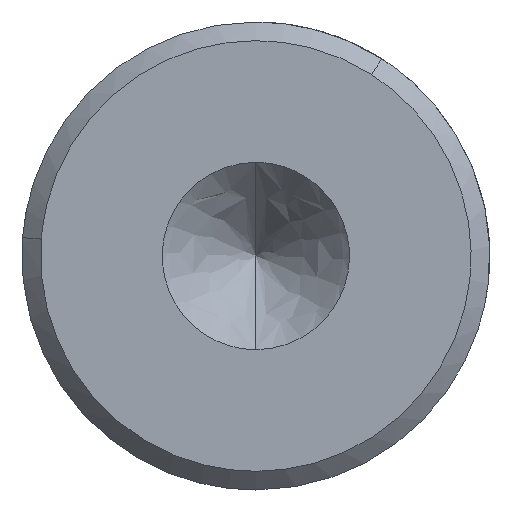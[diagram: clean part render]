
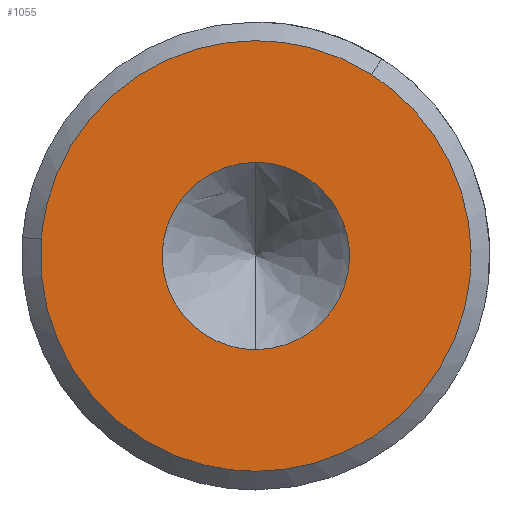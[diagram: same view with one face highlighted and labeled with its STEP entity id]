
A CAD part, front view. The second image highlights one B-rep face of the part: STEP entity #1055.
In plain terms, the highlighted free-form (B-spline) face has degree [1, 1] with [2, 2] control points.
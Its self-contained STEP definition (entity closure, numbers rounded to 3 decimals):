
#599=CARTESIAN_POINT('',(1.237,0.,1.939));
#600=VERTEX_POINT('',#599);
#606=CARTESIAN_POINT('',(0.0,0.,-2.3));
#607=VERTEX_POINT('',#606);
#608=CARTESIAN_POINT('',(0.0,0.,-2.3));
#609=CARTESIAN_POINT('',(2.3,0.,-2.3));
#610=CARTESIAN_POINT('',(2.3,0.,0.));
#611=CARTESIAN_POINT('',(2.3,0.,1.261));
#612=CARTESIAN_POINT('',(1.237,0.,1.939));
#620=(BOUNDED_CURVE()B_SPLINE_CURVE(2,(#608,#609,#610,#611,#612),.UNSPECIFIED.,.F.,.U.)B_SPLINE_CURVE_WITH_KNOTS((3,2,3),(0.0,0.25,0.408),.UNSPECIFIED.)CURVE()GEOMETRIC_REPRESENTATION_ITEM()RATIONAL_B_SPLINE_CURVE((1.0,0.707,1.0,0.815,0.864))REPRESENTATION_ITEM(''));
#621=EDGE_CURVE('',#607,#600,#620,.T.);
#623=CARTESIAN_POINT('',(-2.293,0.,0.18));
#624=VERTEX_POINT('',#623);
#625=CARTESIAN_POINT('',(-2.293,0.,0.18));
#626=CARTESIAN_POINT('',(-2.3,0.,0.09));
#627=CARTESIAN_POINT('',(-2.3,0.,0.));
#628=CARTESIAN_POINT('',(-2.3,0.,-2.3));
#629=CARTESIAN_POINT('',(0.0,0.,-2.3));
#637=(BOUNDED_CURVE()B_SPLINE_CURVE(2,(#625,#626,#627,#628,#629),.UNSPECIFIED.,.F.,.U.)B_SPLINE_CURVE_WITH_KNOTS((3,2,3),(0.736,0.75,1.0),.UNSPECIFIED.)CURVE()GEOMETRIC_REPRESENTATION_ITEM()RATIONAL_B_SPLINE_CURVE((0.97,0.984,1.0,0.707,1.0))REPRESENTATION_ITEM(''));
#638=EDGE_CURVE('',#624,#607,#637,.T.);
#742=CARTESIAN_POINT('',(0.0,0.,2.3));
#743=VERTEX_POINT('',#742);
#744=CARTESIAN_POINT('',(0.0,0.,2.3));
#745=CARTESIAN_POINT('',(-2.126,0.,2.3));
#746=CARTESIAN_POINT('',(-2.293,0.,0.18));
#754=(BOUNDED_CURVE()B_SPLINE_CURVE(2,(#744,#745,#746),.UNSPECIFIED.,.F.,.U.)B_SPLINE_CURVE_WITH_KNOTS((3,3),(0.5,0.736),.UNSPECIFIED.)CURVE()GEOMETRIC_REPRESENTATION_ITEM()RATIONAL_B_SPLINE_CURVE((1.0,0.723,0.97))REPRESENTATION_ITEM(''));
#755=EDGE_CURVE('',#743,#624,#754,.T.);
#757=CARTESIAN_POINT('',(1.237,0.,1.939));
#758=CARTESIAN_POINT('',(0.671,0.,2.3));
#759=CARTESIAN_POINT('',(0.0,0.,2.3));
#767=(BOUNDED_CURVE()B_SPLINE_CURVE(2,(#757,#758,#759),.UNSPECIFIED.,.F.,.U.)B_SPLINE_CURVE_WITH_KNOTS((3,3),(0.408,0.5),.UNSPECIFIED.)CURVE()GEOMETRIC_REPRESENTATION_ITEM()RATIONAL_B_SPLINE_CURVE((0.864,0.892,1.0))REPRESENTATION_ITEM(''));
#768=EDGE_CURVE('',#600,#743,#767,.T.);
#920=CARTESIAN_POINT('',(0.0,0.,1.));
#921=VERTEX_POINT('',#920);
#922=CARTESIAN_POINT('',(0.0,0.,-1.));
#923=VERTEX_POINT('',#922);
#924=CARTESIAN_POINT('',(0.0,0.0,1.));
#925=CARTESIAN_POINT('',(-1.0,0.0,1.));
#926=CARTESIAN_POINT('',(-1.0,0.0,0.));
#927=CARTESIAN_POINT('',(-1.0,0.0,-1.));
#928=CARTESIAN_POINT('',(0.0,0.0,-1.));
#936=(BOUNDED_CURVE()B_SPLINE_CURVE(2,(#924,#925,#926,#927,#928),.UNSPECIFIED.,.F.,.U.)B_SPLINE_CURVE_WITH_KNOTS((3,2,3),(0.0,0.5,1.0),.UNSPECIFIED.)CURVE()GEOMETRIC_REPRESENTATION_ITEM()RATIONAL_B_SPLINE_CURVE((1.0,0.707,1.0,0.707,1.0))REPRESENTATION_ITEM(''));
#937=EDGE_CURVE('',#921,#923,#936,.T.);
#1021=CARTESIAN_POINT('',(0.0,0.0,-1.));
#1022=CARTESIAN_POINT('',(1.0,0.0,-1.));
#1023=CARTESIAN_POINT('',(1.0,0.0,0.));
#1024=CARTESIAN_POINT('',(1.0,0.0,1.));
#1025=CARTESIAN_POINT('',(0.0,0.0,1.));
#1033=(BOUNDED_CURVE()B_SPLINE_CURVE(2,(#1021,#1022,#1023,#1024,#1025),.UNSPECIFIED.,.F.,.U.)B_SPLINE_CURVE_WITH_KNOTS((3,2,3),(0.0,0.5,1.0),.UNSPECIFIED.)CURVE()GEOMETRIC_REPRESENTATION_ITEM()RATIONAL_B_SPLINE_CURVE((1.0,0.707,1.0,0.707,1.0))REPRESENTATION_ITEM(''));
#1034=EDGE_CURVE('',#923,#921,#1033,.T.);
#1040=CARTESIAN_POINT('',(-2.529,0.,2.53));
#1041=CARTESIAN_POINT('',(-2.529,0.,-2.53));
#1042=CARTESIAN_POINT('',(2.529,0.,2.53));
#1043=CARTESIAN_POINT('',(2.529,0.,-2.53));
#1044=B_SPLINE_SURFACE_WITH_KNOTS('',1,1,((#1040,#1042),(#1041,#1043)),.UNSPECIFIED.,.F.,.F.,.U.,(2,2),(2,2),(0.0,5.06),(0.0,5.058),.UNSPECIFIED.);
#1045=ORIENTED_EDGE('',*,*,#621,.T.);
#1046=ORIENTED_EDGE('',*,*,#768,.T.);
#1047=ORIENTED_EDGE('',*,*,#755,.T.);
#1048=ORIENTED_EDGE('',*,*,#638,.T.);
#1049=EDGE_LOOP('',(#1045,#1046,#1047,#1048));
#1050=FACE_OUTER_BOUND('',#1049,.T.);
#1051=ORIENTED_EDGE('',*,*,#937,.F.);
#1052=ORIENTED_EDGE('',*,*,#1034,.F.);
#1053=EDGE_LOOP('',(#1051,#1052));
#1054=FACE_BOUND('',#1053,.T.);
#1055=ADVANCED_FACE('',(#1050,#1054),#1044,.T.);
